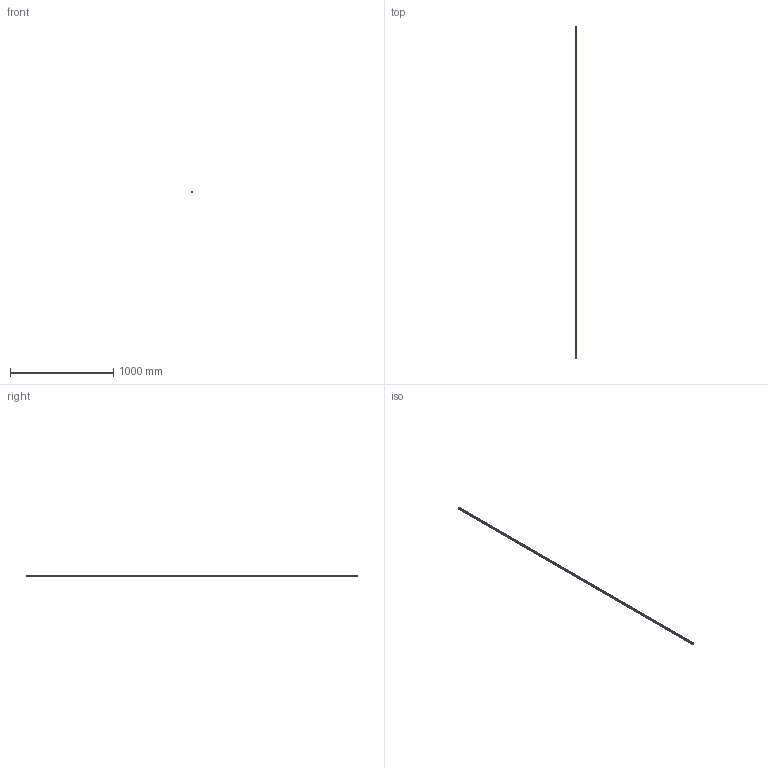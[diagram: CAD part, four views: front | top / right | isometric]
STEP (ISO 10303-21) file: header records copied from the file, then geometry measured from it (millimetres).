
FILE_DESCRIPTION(('STEP AP214'),'1');
FILE_NAME('cctmp_FDD6D18E-1EEC-4A96-B02D-DD54510AE880_2021_01_19_11_29_06_0914..stp','2021-01-19T10:29:07',('HIWIN GmbH'),('CADClick - www.CADClick.com'),'Spatial InterOp 3D',' ','unknown authorization');
FILE_SCHEMA(('AUTOMOTIVE_DESIGN'));
Length unit declared in the file: millimetre
Products named in the file (1): HGR15T3210C_FILE
Bounding box: 15 x 3210 x 15 mm (x, y, z)
Volume: 602493.1 mm3; surface area: 203643.2 mm2
Topology: 1 solids, 1 shells, 331 faces, 867 edges, 488 vertices
Faces by surface type: cylinder 134, cone 108, plane 89
Entity records: 12001 total; most frequent: DIRECTION 1691, CARTESIAN_POINT 1579, ORIENTED_EDGE 1518, EDGE_CURVE 759, AXIS2_PLACEMENT_3D 600, LINE 491, VECTOR 491, VERTEX_POINT 488
